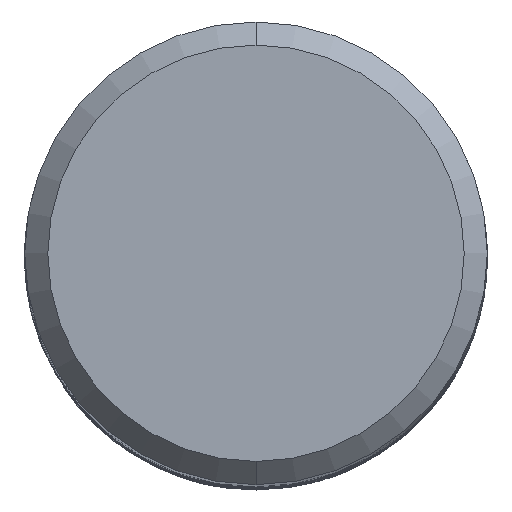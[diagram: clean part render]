
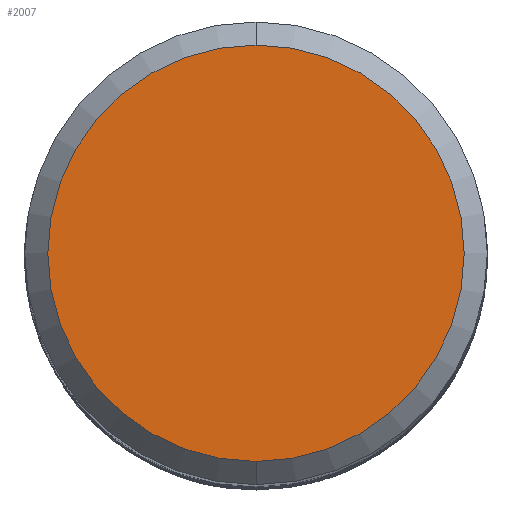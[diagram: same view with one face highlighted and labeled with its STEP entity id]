
A CAD part, top view. The second image highlights one B-rep face of the part: STEP entity #2007.
In plain terms, the highlighted planar face has unit normal (0, 0, 1).
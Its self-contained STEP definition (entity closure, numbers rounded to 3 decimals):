
#1705=EDGE_CURVE('',#3249,#3241,#4962,.T.);
#2007=ADVANCED_FACE('',(#5281),#5282,.T.);
#3241=VERTEX_POINT('',#6620);
#3249=VERTEX_POINT('',#6628);
#3983=EDGE_CURVE('',#3241,#3249,#7431,.T.);
#4962=CIRCLE('',#10550,9.0);
#5281=FACE_OUTER_BOUND('',#12286,.T.);
#5282=PLANE('',#12287);
#6620=CARTESIAN_POINT('',(0.0,9.0,0.0));
#6628=CARTESIAN_POINT('',(0.,-9.0,0.0));
#7431=CIRCLE('',#48833,9.0);
#10550=AXIS2_PLACEMENT_3D('',#66026,#66027,#66028);
#12286=EDGE_LOOP('',(#66308,#66309));
#12287=AXIS2_PLACEMENT_3D('',#66310,#66311,#66312);
#48833=AXIS2_PLACEMENT_3D('',#68633,#68634,#68635);
#66026=CARTESIAN_POINT('',(0.0,0.0,0.0));
#66027=DIRECTION('',(0.0,0.0,-1.0));
#66028=DIRECTION('',(0.0,1.0,0.0));
#66308=ORIENTED_EDGE('',*,*,#3983,.F.);
#66309=ORIENTED_EDGE('',*,*,#1705,.F.);
#66310=CARTESIAN_POINT('',(0.0,4.5,0.0));
#66311=DIRECTION('',(-0.0,0.0,1.0));
#66312=DIRECTION('',(0.0,-1.0,0.0));
#68633=CARTESIAN_POINT('',(0.0,0.0,0.0));
#68634=DIRECTION('',(0.0,0.0,-1.0));
#68635=DIRECTION('',(0.0,1.0,0.0));
